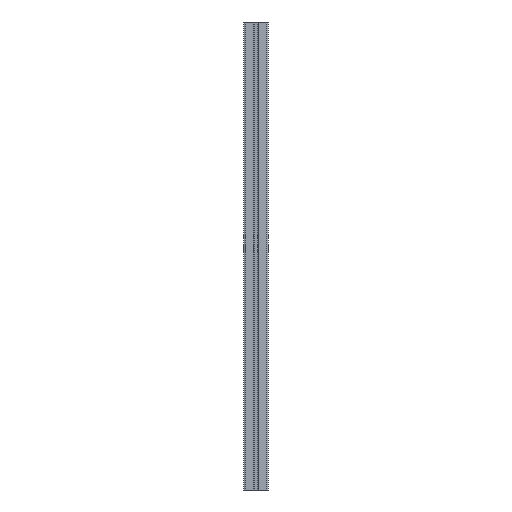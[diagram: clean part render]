
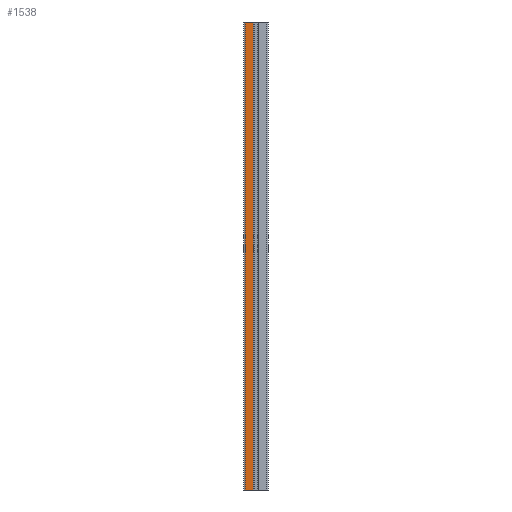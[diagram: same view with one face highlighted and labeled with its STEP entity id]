
A CAD part, left-side view. The second image highlights one B-rep face of the part: STEP entity #1538.
In plain terms, the highlighted planar face has unit normal (-1, 0, 0).
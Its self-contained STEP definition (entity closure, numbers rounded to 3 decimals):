
#300=CARTESIAN_POINT('',(-20.,4.787,-770.));
#301=VERTEX_POINT('',#300);
#309=CARTESIAN_POINT('',(-20.,18.,-770.));
#310=VERTEX_POINT('',#309);
#311=CARTESIAN_POINT('',(-20.,12363.,-770.));
#312=DIRECTION('',(0.,-1.,0.));
#313=VECTOR('',#312,24690.);
#314=LINE('',#311,#313);
#315=EDGE_CURVE('',#310,#301,#314,.T.);
#1067=CARTESIAN_POINT('',(-20.,18.,0.));
#1068=VERTEX_POINT('',#1067);
#1076=CARTESIAN_POINT('',(-20.,4.787,0.));
#1077=VERTEX_POINT('',#1076);
#1078=CARTESIAN_POINT('',(-20.,-12522.592,0.));
#1079=DIRECTION('',(-0.,1.,0.));
#1080=VECTOR('',#1079,24690.);
#1081=LINE('',#1078,#1080);
#1082=EDGE_CURVE('',#1077,#1068,#1081,.T.);
#1512=CARTESIAN_POINT('',(-20.,18.,0.));
#1513=DIRECTION('',(0.,0.,-1.));
#1514=VECTOR('',#1513,770.);
#1515=LINE('',#1512,#1514);
#1516=EDGE_CURVE('',#1068,#310,#1515,.T.);
#1522=CARTESIAN_POINT('',(-20.,-0.,152.4));
#1523=DIRECTION('',(-1.,-0.,0.));
#1524=DIRECTION('',(0.,-1.,0.));
#1525=AXIS2_PLACEMENT_3D('',#1522,#1523,#1524);
#1526=PLANE('',#1525);
#1527=ORIENTED_EDGE('',*,*,#1516,.T.);
#1528=ORIENTED_EDGE('',*,*,#315,.T.);
#1529=CARTESIAN_POINT('',(-20.,4.787,0.));
#1530=DIRECTION('',(0.,0.,-1.));
#1531=VECTOR('',#1530,770.);
#1532=LINE('',#1529,#1531);
#1533=EDGE_CURVE('',#1077,#301,#1532,.T.);
#1534=ORIENTED_EDGE('',*,*,#1533,.F.);
#1535=ORIENTED_EDGE('',*,*,#1082,.T.);
#1536=EDGE_LOOP('',(#1527,#1528,#1534,#1535));
#1537=FACE_BOUND('',#1536,.T.);
#1538=ADVANCED_FACE('',(#1537),#1526,.T.);
